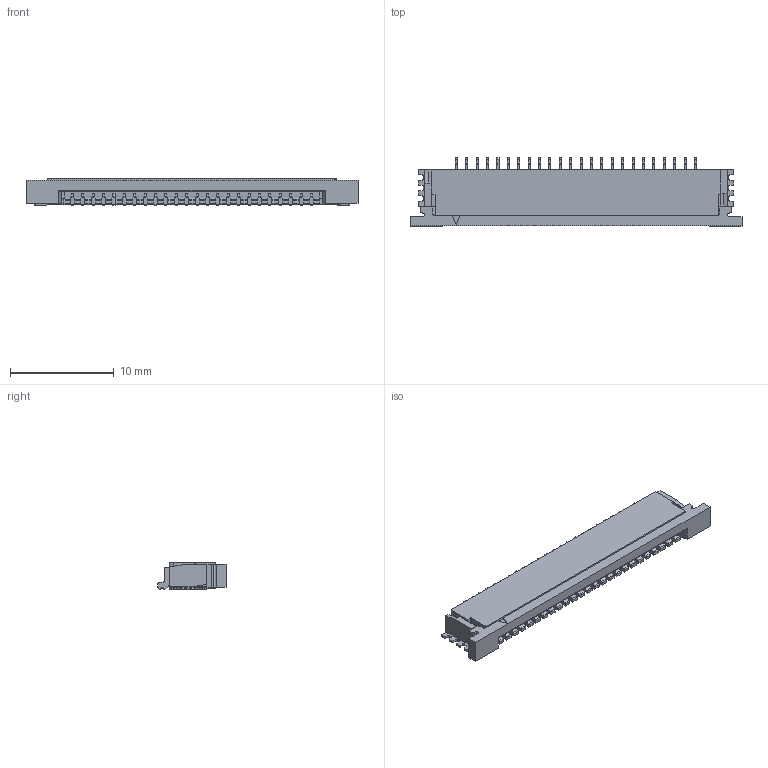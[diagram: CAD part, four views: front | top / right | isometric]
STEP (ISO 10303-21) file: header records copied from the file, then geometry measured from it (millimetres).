
FILE_DESCRIPTION(/* description */ (''),/* implementation_level */ '2;1');
FILE_NAME(/* name */ 'TYCO_2-84952-4.stp',/* time_stamp */ '2016-10-12T14:02:12+02:00',/* author */ ('riccim'),/* organization */ ('SolidWorks'),/* preprocessor_version */ 'ST-DEVELOPER v15.5',/* originating_system */ 'AutoCAD Mechanical',/* authorisation */ ' ');
FILE_SCHEMA (('AUTOMOTIVE_DESIGN { 1 0 10303 214 3 1 1 }'));
Length unit declared in the file: millimetre
Products named in the file (1): Product
Bounding box: 31.93 x 6.54 x 2.56 mm (x, y, z)
Volume: 318.5 mm3; surface area: 1087.8 mm2
Topology: 54 solids, 54 shells, 1468 faces, 4090 edges, 2702 vertices
Faces by surface type: plane 1014, cylinder 454
Entity records: 46959 total; most frequent: CARTESIAN_POINT 8261, ORIENTED_EDGE 8180, DIRECTION 7936, EDGE_CURVE 4090, LINE 3182, VECTOR 3182, VERTEX_POINT 2702, AXIS2_PLACEMENT_3D 2377
